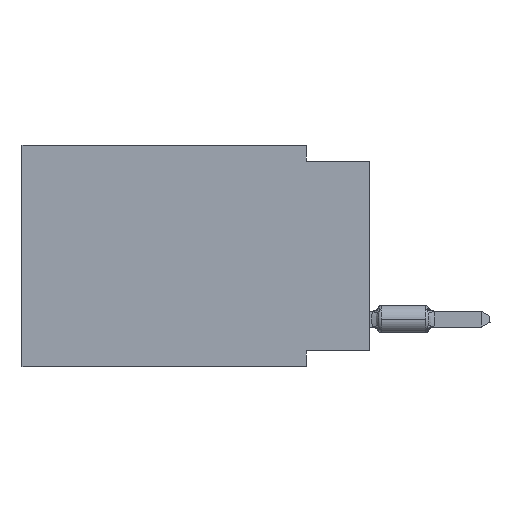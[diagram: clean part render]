
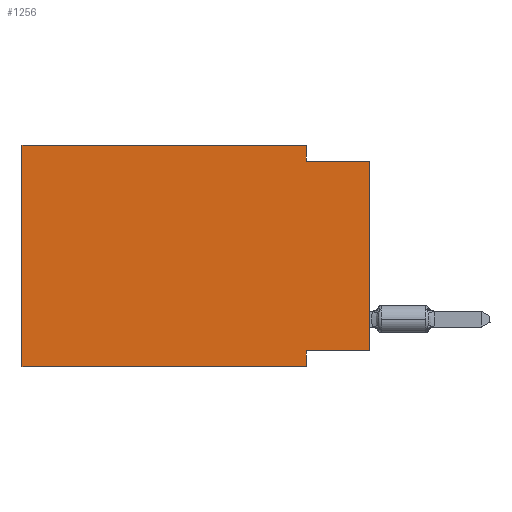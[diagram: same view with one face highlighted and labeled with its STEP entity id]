
A CAD part, left-side view. The second image highlights one B-rep face of the part: STEP entity #1256.
In plain terms, the highlighted planar face has unit normal (-1, 0, 0).
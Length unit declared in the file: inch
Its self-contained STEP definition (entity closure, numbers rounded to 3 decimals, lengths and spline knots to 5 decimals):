
#4 = CARTESIAN_POINT ( 'NONE',  ( 0., 0., 0. ) ) ;
#146 = ORIENTED_EDGE ( 'NONE', *, *, #38368, .F. ) ;
#815 = VECTOR ( 'NONE', #7671, 39.37008 ) ;
#1027 = CARTESIAN_POINT ( 'NONE',  ( 0., 0.1, -0.35 ) ) ;
#1256 = ADVANCED_FACE ( 'NONE', ( #8276 ), #33705, .F. ) ;
#1662 = DIRECTION ( 'NONE',  ( 0., 0., -1. ) ) ;
#1835 = VECTOR ( 'NONE', #30605, 39.37008 ) ;
#1909 = CARTESIAN_POINT ( 'NONE',  ( 0., 0.55, -0.35 ) ) ;
#2477 = LINE ( 'NONE', #4, #1835 ) ;
#2597 = EDGE_CURVE ( 'NONE', #7872, #13658, #17293, .T. ) ;
#3463 = LINE ( 'NONE', #15995, #20414 ) ;
#4723 = DIRECTION ( 'NONE',  ( 0., -1., 0. ) ) ;
#4988 = ORIENTED_EDGE ( 'NONE', *, *, #28597, .F. ) ;
#6109 = DIRECTION ( 'NONE',  ( 0., 0., 1. ) ) ;
#6599 = VERTEX_POINT ( 'NONE', #29931 ) ;
#7671 = DIRECTION ( 'NONE',  ( 0., -1., 0. ) ) ;
#7872 = VERTEX_POINT ( 'NONE', #9412 ) ;
#8276 = FACE_OUTER_BOUND ( 'NONE', #27528, .T. ) ;
#8277 = CARTESIAN_POINT ( 'NONE',  ( 0., 0.1, -0.35 ) ) ;
#8478 = CARTESIAN_POINT ( 'NONE',  ( 0., 0.55, 0. ) ) ;
#8718 = ORIENTED_EDGE ( 'NONE', *, *, #2597, .F. ) ;
#8850 = CARTESIAN_POINT ( 'NONE',  ( 0., 0.55, 0. ) ) ;
#9172 = CARTESIAN_POINT ( 'NONE',  ( 0., 0.55, 0. ) ) ;
#9412 = CARTESIAN_POINT ( 'NONE',  ( 0., 0.1, 0. ) ) ;
#10086 = VERTEX_POINT ( 'NONE', #36157 ) ;
#10716 = CARTESIAN_POINT ( 'NONE',  ( 0., 0.1, 0. ) ) ;
#10876 = LINE ( 'NONE', #11483, #38623 ) ;
#11483 = CARTESIAN_POINT ( 'NONE',  ( 0., 0., -0.025 ) ) ;
#12199 = VERTEX_POINT ( 'NONE', #17041 ) ;
#12275 = CARTESIAN_POINT ( 'NONE',  ( 0., 0., -0.325 ) ) ;
#12466 = ORIENTED_EDGE ( 'NONE', *, *, #22740, .F. ) ;
#12617 = ORIENTED_EDGE ( 'NONE', *, *, #31679, .F. ) ;
#12842 = ORIENTED_EDGE ( 'NONE', *, *, #36876, .T. ) ;
#13658 = VERTEX_POINT ( 'NONE', #17914 ) ;
#13947 = VERTEX_POINT ( 'NONE', #1027 ) ;
#15950 = VECTOR ( 'NONE', #1662, 39.37008 ) ;
#15995 = CARTESIAN_POINT ( 'NONE',  ( 0., 0., -0.325 ) ) ;
#16246 = ORIENTED_EDGE ( 'NONE', *, *, #19341, .T. ) ;
#17041 = CARTESIAN_POINT ( 'NONE',  ( 0., 0., -0.025 ) ) ;
#17293 = LINE ( 'NONE', #10716, #15950 ) ;
#17914 = CARTESIAN_POINT ( 'NONE',  ( 0., 0.1, -0.025 ) ) ;
#18301 = DIRECTION ( 'NONE',  ( 0., 1., 0. ) ) ;
#18717 = VECTOR ( 'NONE', #6109, 39.37008 ) ;
#19341 = EDGE_CURVE ( 'NONE', #31235, #13947, #30041, .T. ) ;
#20414 = VECTOR ( 'NONE', #18301, 39.37008 ) ;
#20802 = DIRECTION ( 'NONE',  ( 1., 0., 0. ) ) ;
#21167 = CARTESIAN_POINT ( 'NONE',  ( 0., 0.55, -0.35 ) ) ;
#22602 = EDGE_CURVE ( 'NONE', #6599, #7872, #24258, .T. ) ;
#22740 = EDGE_CURVE ( 'NONE', #37299, #10086, #3463, .T. ) ;
#23739 = AXIS2_PLACEMENT_3D ( 'NONE', #8478, #20802, #33292 ) ;
#24258 = LINE ( 'NONE', #8850, #38688 ) ;
#26270 = ORIENTED_EDGE ( 'NONE', *, *, #22602, .F. ) ;
#27366 = DIRECTION ( 'NONE',  ( 0., 0., -1. ) ) ;
#27528 = EDGE_LOOP ( 'NONE', ( #12842, #146, #8718, #26270, #12617, #16246, #4988, #12466 ) ) ;
#28597 = EDGE_CURVE ( 'NONE', #10086, #13947, #33706, .T. ) ;
#29931 = CARTESIAN_POINT ( 'NONE',  ( 0., 0.55, 0. ) ) ;
#30041 = LINE ( 'NONE', #1909, #815 ) ;
#30605 = DIRECTION ( 'NONE',  ( 0., 0., 1. ) ) ;
#31235 = VERTEX_POINT ( 'NONE', #21167 ) ;
#31679 = EDGE_CURVE ( 'NONE', #31235, #6599, #33792, .T. ) ;
#32938 = VECTOR ( 'NONE', #27366, 39.37008 ) ;
#33292 = DIRECTION ( 'NONE',  ( 0., 0., -1. ) ) ;
#33705 = PLANE ( 'NONE',  #23739 ) ;
#33706 = LINE ( 'NONE', #8277, #32938 ) ;
#33792 = LINE ( 'NONE', #9172, #18717 ) ;
#36157 = CARTESIAN_POINT ( 'NONE',  ( 0., 0.1, -0.325 ) ) ;
#36344 = DIRECTION ( 'NONE',  ( 0., -1., 0. ) ) ;
#36876 = EDGE_CURVE ( 'NONE', #37299, #12199, #2477, .T. ) ;
#37299 = VERTEX_POINT ( 'NONE', #12275 ) ;
#38368 = EDGE_CURVE ( 'NONE', #13658, #12199, #10876, .T. ) ;
#38623 = VECTOR ( 'NONE', #4723, 39.37008 ) ;
#38688 = VECTOR ( 'NONE', #36344, 39.37008 ) ;
